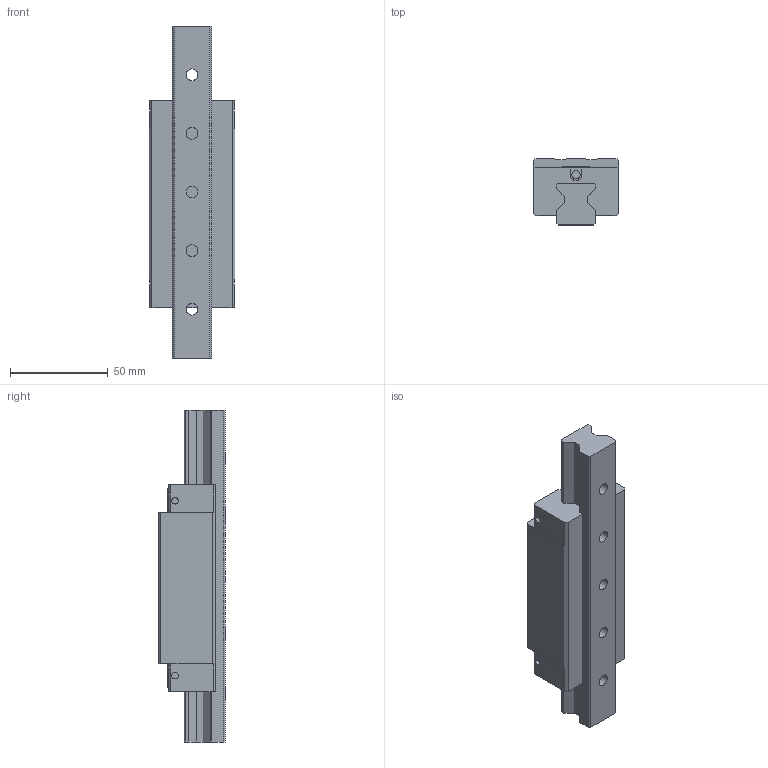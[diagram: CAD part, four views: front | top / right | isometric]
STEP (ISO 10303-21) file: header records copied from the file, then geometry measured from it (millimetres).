
FILE_DESCRIPTION((''),'2;1');
FILE_NAME('RGH20H','2010-04-06T',('minyao'),(''),'PRO/ENGINEER BY PARAMETRIC TECHNOLOGY CORPORATION, 2004360','PRO/ENGINEER BY PARAMETRIC TECHNOLOGY CORPORATION, 2004360','');
FILE_SCHEMA(('CONFIG_CONTROL_DESIGN'));
Length unit declared in the file: millimetre
Products named in the file (1): RGH20H
Bounding box: 44 x 34 x 170 mm (x, y, z)
Volume: 156109.3 mm3; surface area: 27784.5 mm2
Topology: 1 solids, 3 shells, 153 faces, 382 edges, 254 vertices
Faces by surface type: plane 99, cylinder 54
Entity records: 4612 total; most frequent: DIRECTION 798, CARTESIAN_POINT 789, ORIENTED_EDGE 764, EDGE_CURVE 382, VECTOR 272, LINE 272, AXIS2_PLACEMENT_3D 263, VERTEX_POINT 254
